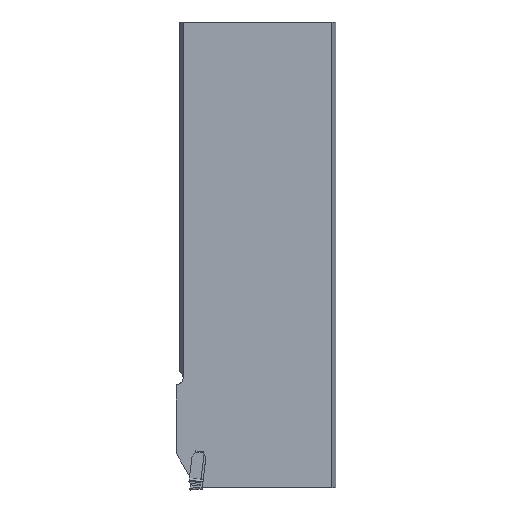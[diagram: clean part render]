
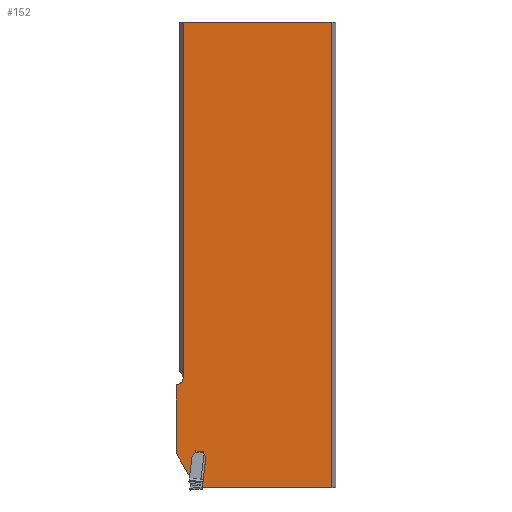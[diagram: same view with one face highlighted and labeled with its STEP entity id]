
A CAD part, left-side view. The second image highlights one B-rep face of the part: STEP entity #152.
In plain terms, the highlighted planar face has unit normal (-1, 0, 0).
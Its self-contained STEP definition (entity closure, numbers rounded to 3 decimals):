
#152=ADVANCED_FACE('',(#263),#228,.T.);
#228=PLANE('',#1510);
#263=FACE_OUTER_BOUND('',#338,.T.);
#338=EDGE_LOOP('',(#601,#602,#603,#604,#605,#606,#607,#608,#609,#610,#611,
#612,#613,#614,#615,#616));
#415=CIRCLE('',#1509,4.5);
#433=LINE('',#1890,#516);
#434=LINE('',#1892,#517);
#435=LINE('',#1894,#518);
#436=LINE('',#1896,#519);
#437=LINE('',#1900,#520);
#438=LINE('',#1902,#521);
#516=VECTOR('',#1594,1.);
#517=VECTOR('',#1595,1.);
#518=VECTOR('',#1596,1.);
#519=VECTOR('',#1597,1.);
#520=VECTOR('',#1600,1.);
#521=VECTOR('',#1601,1.);
#601=ORIENTED_EDGE('',*,*,#1147,.F.);
#602=ORIENTED_EDGE('',*,*,#1148,.F.);
#603=ORIENTED_EDGE('',*,*,#1149,.F.);
#604=ORIENTED_EDGE('',*,*,#1150,.F.);
#605=ORIENTED_EDGE('',*,*,#1151,.F.);
#606=ORIENTED_EDGE('',*,*,#1152,.F.);
#607=ORIENTED_EDGE('',*,*,#1153,.F.);
#608=ORIENTED_EDGE('',*,*,#1154,.F.);
#609=ORIENTED_EDGE('',*,*,#1155,.F.);
#610=ORIENTED_EDGE('',*,*,#1156,.F.);
#611=ORIENTED_EDGE('',*,*,#1157,.T.);
#612=ORIENTED_EDGE('',*,*,#1158,.T.);
#613=ORIENTED_EDGE('',*,*,#1159,.F.);
#614=ORIENTED_EDGE('',*,*,#1160,.T.);
#615=ORIENTED_EDGE('',*,*,#1161,.F.);
#616=ORIENTED_EDGE('',*,*,#1162,.T.);
#1011=VERTEX_POINT('',#1844);
#1012=VERTEX_POINT('',#1845);
#1013=VERTEX_POINT('',#1850);
#1014=VERTEX_POINT('',#1857);
#1015=VERTEX_POINT('',#1862);
#1016=VERTEX_POINT('',#1867);
#1017=VERTEX_POINT('',#1872);
#1018=VERTEX_POINT('',#1879);
#1019=VERTEX_POINT('',#1884);
#1020=VERTEX_POINT('',#1889);
#1021=VERTEX_POINT('',#1891);
#1022=VERTEX_POINT('',#1893);
#1023=VERTEX_POINT('',#1895);
#1024=VERTEX_POINT('',#1897);
#1025=VERTEX_POINT('',#1899);
#1026=VERTEX_POINT('',#1901);
#1147=EDGE_CURVE('',#1011,#1012,#1352,.T.);
#1148=EDGE_CURVE('',#1013,#1011,#1353,.T.);
#1149=EDGE_CURVE('',#1014,#1013,#1354,.T.);
#1150=EDGE_CURVE('',#1015,#1014,#1355,.T.);
#1151=EDGE_CURVE('',#1016,#1015,#1356,.T.);
#1152=EDGE_CURVE('',#1017,#1016,#1357,.T.);
#1153=EDGE_CURVE('',#1018,#1017,#1358,.T.);
#1154=EDGE_CURVE('',#1019,#1018,#1359,.T.);
#1155=EDGE_CURVE('',#1020,#1019,#1360,.T.);
#1156=EDGE_CURVE('',#1021,#1020,#433,.T.);
#1157=EDGE_CURVE('',#1021,#1022,#434,.T.);
#1158=EDGE_CURVE('',#1022,#1023,#435,.T.);
#1159=EDGE_CURVE('',#1024,#1023,#436,.T.);
#1160=EDGE_CURVE('',#1024,#1025,#415,.T.);
#1161=EDGE_CURVE('',#1026,#1025,#437,.T.);
#1162=EDGE_CURVE('',#1026,#1012,#438,.T.);
#1352=B_SPLINE_CURVE_WITH_KNOTS('',3,(#1840,#1841,#1842,#1843),
 .UNSPECIFIED.,.F.,.F.,(4,4),(0.,1.),.UNSPECIFIED.);
#1353=B_SPLINE_CURVE_WITH_KNOTS('',3,(#1846,#1847,#1848,#1849),
 .UNSPECIFIED.,.F.,.F.,(4,4),(0.,1.),.UNSPECIFIED.);
#1354=B_SPLINE_CURVE_WITH_KNOTS('',3,(#1851,#1852,#1853,#1854,#1855,#1856),
 .UNSPECIFIED.,.F.,.F.,(4,2,4),(0.,0.5,1.),.UNSPECIFIED.);
#1355=B_SPLINE_CURVE_WITH_KNOTS('',3,(#1858,#1859,#1860,#1861),
 .UNSPECIFIED.,.F.,.F.,(4,4),(0.,1.),.UNSPECIFIED.);
#1356=B_SPLINE_CURVE_WITH_KNOTS('',3,(#1863,#1864,#1865,#1866),
 .UNSPECIFIED.,.F.,.F.,(4,4),(0.,1.),.UNSPECIFIED.);
#1357=B_SPLINE_CURVE_WITH_KNOTS('',3,(#1868,#1869,#1870,#1871),
 .UNSPECIFIED.,.F.,.F.,(4,4),(0.,1.),.UNSPECIFIED.);
#1358=B_SPLINE_CURVE_WITH_KNOTS('',3,(#1873,#1874,#1875,#1876,#1877,#1878),
 .UNSPECIFIED.,.F.,.F.,(4,2,4),(0.,0.5,1.),.UNSPECIFIED.);
#1359=B_SPLINE_CURVE_WITH_KNOTS('',3,(#1880,#1881,#1882,#1883),
 .UNSPECIFIED.,.F.,.F.,(4,4),(0.,1.),.UNSPECIFIED.);
#1360=B_SPLINE_CURVE_WITH_KNOTS('',3,(#1885,#1886,#1887,#1888),
 .UNSPECIFIED.,.F.,.F.,(4,4),(0.,1.),.UNSPECIFIED.);
#1509=AXIS2_PLACEMENT_3D('',#1898,#1598,#1599);
#1510=AXIS2_PLACEMENT_3D('',#1903,#1602,#1603);
#1594=DIRECTION('',(0.,1.,0.));
#1595=DIRECTION('',(0.,0.,1.));
#1596=DIRECTION('',(0.,1.,0.));
#1597=DIRECTION('',(0.,0.,1.));
#1598=DIRECTION('',(1.,0.,0.));
#1599=DIRECTION('',(0.,-1.,0.));
#1600=DIRECTION('',(0.,0.,1.));
#1601=DIRECTION('',(0.,-0.5,-0.866));
#1602=DIRECTION('',(-1.,0.,0.));
#1603=DIRECTION('',(0.,1.,0.));
#1840=CARTESIAN_POINT('',(-11.1,92.838,-279.006));
#1841=CARTESIAN_POINT('',(-11.1,93.374,-283.373));
#1842=CARTESIAN_POINT('',(-11.1,93.91,-287.74));
#1843=CARTESIAN_POINT('',(-11.1,94.446,-292.108));
#1844=CARTESIAN_POINT('',(-11.1,92.838,-279.006));
#1845=CARTESIAN_POINT('',(-11.1,94.446,-292.108));
#1846=CARTESIAN_POINT('',(-11.1,90.636,-276.56));
#1847=CARTESIAN_POINT('',(-11.1,91.37,-277.376));
#1848=CARTESIAN_POINT('',(-11.1,92.104,-278.191));
#1849=CARTESIAN_POINT('',(-11.1,92.838,-279.006));
#1850=CARTESIAN_POINT('',(-11.1,90.636,-276.56));
#1851=CARTESIAN_POINT('',(-11.1,90.436,-276.123));
#1852=CARTESIAN_POINT('',(-11.1,90.446,-276.203));
#1853=CARTESIAN_POINT('',(-11.1,90.468,-276.282));
#1854=CARTESIAN_POINT('',(-11.1,90.536,-276.432));
#1855=CARTESIAN_POINT('',(-11.1,90.582,-276.501));
#1856=CARTESIAN_POINT('',(-11.1,90.636,-276.56));
#1857=CARTESIAN_POINT('',(-11.1,90.436,-276.123));
#1858=CARTESIAN_POINT('',(-11.1,90.374,-275.617));
#1859=CARTESIAN_POINT('',(-11.1,90.395,-275.785));
#1860=CARTESIAN_POINT('',(-11.1,90.416,-275.954));
#1861=CARTESIAN_POINT('',(-11.1,90.436,-276.123));
#1862=CARTESIAN_POINT('',(-11.1,90.374,-275.617));
#1863=CARTESIAN_POINT('',(-11.1,85.584,-276.205));
#1864=CARTESIAN_POINT('',(-11.1,87.181,-276.009));
#1865=CARTESIAN_POINT('',(-11.1,88.778,-275.813));
#1866=CARTESIAN_POINT('',(-11.1,90.374,-275.617));
#1867=CARTESIAN_POINT('',(-11.1,85.584,-276.205));
#1868=CARTESIAN_POINT('',(-11.1,85.646,-276.711));
#1869=CARTESIAN_POINT('',(-11.1,85.626,-276.542));
#1870=CARTESIAN_POINT('',(-11.1,85.605,-276.374));
#1871=CARTESIAN_POINT('',(-11.1,85.584,-276.205));
#1872=CARTESIAN_POINT('',(-11.1,85.646,-276.711));
#1873=CARTESIAN_POINT('',(-11.1,85.559,-277.184));
#1874=CARTESIAN_POINT('',(-11.1,85.596,-277.113));
#1875=CARTESIAN_POINT('',(-11.1,85.624,-277.035));
#1876=CARTESIAN_POINT('',(-11.1,85.654,-276.873));
#1877=CARTESIAN_POINT('',(-11.1,85.656,-276.791));
#1878=CARTESIAN_POINT('',(-11.1,85.646,-276.711));
#1879=CARTESIAN_POINT('',(-11.1,85.559,-277.184));
#1880=CARTESIAN_POINT('',(-11.1,84.014,-280.089));
#1881=CARTESIAN_POINT('',(-11.1,84.529,-279.121));
#1882=CARTESIAN_POINT('',(-11.1,85.044,-278.152));
#1883=CARTESIAN_POINT('',(-11.1,85.559,-277.184));
#1884=CARTESIAN_POINT('',(-11.1,84.014,-280.089));
#1885=CARTESIAN_POINT('',(-11.1,86.363,-299.217));
#1886=CARTESIAN_POINT('',(-11.1,85.58,-292.841));
#1887=CARTESIAN_POINT('',(-11.1,84.797,-286.465));
#1888=CARTESIAN_POINT('',(-11.1,84.014,-280.089));
#1889=CARTESIAN_POINT('',(-11.1,86.363,-299.217));
#1890=CARTESIAN_POINT('',(-11.1,2.974,-299.217));
#1891=CARTESIAN_POINT('',(-11.1,2.974,-299.217));
#1892=CARTESIAN_POINT('',(-11.1,2.974,-329.139));
#1893=CARTESIAN_POINT('',(-11.1,2.974,0.));
#1894=CARTESIAN_POINT('',(-11.1,2.974,0.));
#1895=CARTESIAN_POINT('',(-11.1,98.623,0.));
#1896=CARTESIAN_POINT('',(-11.1,98.623,-329.139));
#1897=CARTESIAN_POINT('',(-11.1,98.623,-228.198));
#1898=CARTESIAN_POINT('',(-11.1,103.1,-228.65));
#1899=CARTESIAN_POINT('',(-11.1,102.9,-233.146));
#1900=CARTESIAN_POINT('',(-11.1,102.9,-299.217));
#1901=CARTESIAN_POINT('',(-11.1,102.9,-277.462));
#1902=CARTESIAN_POINT('',(-11.1,55.554,-359.488));
#1903=CARTESIAN_POINT('',(-11.1,2.974,-329.139));
